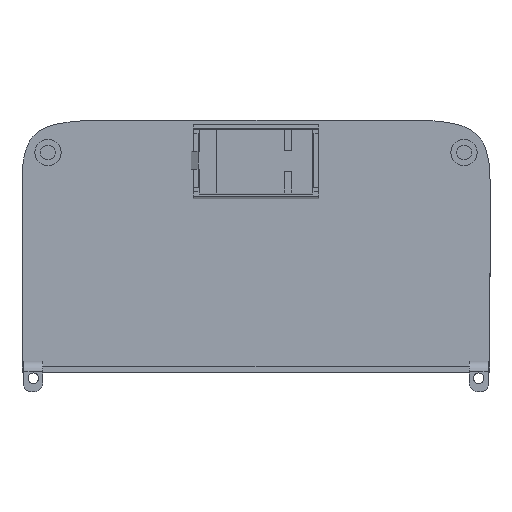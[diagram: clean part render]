
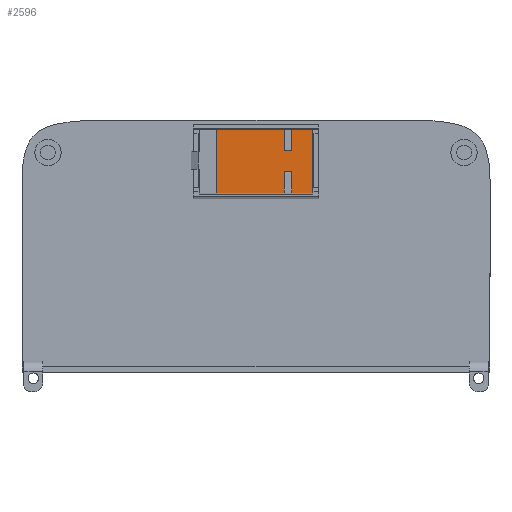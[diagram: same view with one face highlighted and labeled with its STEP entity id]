
A CAD part, top view. The second image highlights one B-rep face of the part: STEP entity #2596.
In plain terms, the highlighted planar face has unit normal (0, 0, 1).
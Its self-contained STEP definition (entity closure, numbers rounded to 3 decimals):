
#3 = DIRECTION ( 'NONE',  ( 0., -1., 0. ) ) ;
#7 = VECTOR ( 'NONE', #741, 1000. ) ;
#25 = LINE ( 'NONE', #1664, #926 ) ;
#32 = VERTEX_POINT ( 'NONE', #1975 ) ;
#71 = EDGE_CURVE ( 'NONE', #1464, #1622, #1525, .T. ) ;
#84 = ORIENTED_EDGE ( 'NONE', *, *, #3053, .T. ) ;
#116 = ORIENTED_EDGE ( 'NONE', *, *, #2543, .T. ) ;
#137 = DIRECTION ( 'NONE',  ( 0., 1., 0. ) ) ;
#155 = VECTOR ( 'NONE', #682, 1000. ) ;
#173 = CARTESIAN_POINT ( 'NONE',  ( 5., 66.15, -2.8 ) ) ;
#175 = VERTEX_POINT ( 'NONE', #1128 ) ;
#183 = CARTESIAN_POINT ( 'NONE',  ( 5., 63.15, -2.8 ) ) ;
#185 = EDGE_CURVE ( 'NONE', #1815, #32, #3028, .T. ) ;
#210 = VECTOR ( 'NONE', #1843, 1000. ) ;
#244 = EDGE_CURVE ( 'NONE', #1674, #1437, #1385, .T. ) ;
#262 = VECTOR ( 'NONE', #1259, 1000. ) ;
#347 = LINE ( 'NONE', #2293, #1361 ) ;
#357 = VECTOR ( 'NONE', #137, 1000. ) ;
#369 = VECTOR ( 'NONE', #3, 1000. ) ;
#406 = EDGE_LOOP ( 'NONE', ( #2727, #3085, #2125, #2220, #2372, #2343, #2038, #2534, #116, #939, #84, #807 ) ) ;
#420 = VERTEX_POINT ( 'NONE', #2973 ) ;
#440 = EDGE_CURVE ( 'NONE', #1054, #1464, #1057, .T. ) ;
#459 = VECTOR ( 'NONE', #885, 1000. ) ;
#465 = EDGE_CURVE ( 'NONE', #420, #1054, #2491, .T. ) ;
#486 = EDGE_CURVE ( 'NONE', #3013, #2354, #347, .T. ) ;
#543 = CARTESIAN_POINT ( 'NONE',  ( 8., 66.15, -2.8 ) ) ;
#682 = DIRECTION ( 'NONE',  ( 1., 0., 0. ) ) ;
#711 = CARTESIAN_POINT ( 'NONE',  ( 4., 60.15, -2.8 ) ) ;
#728 = LINE ( 'NONE', #1387, #155 ) ;
#736 = DIRECTION ( 'NONE',  ( 0., -1., 0. ) ) ;
#741 = DIRECTION ( 'NONE',  ( 0., -1., 0. ) ) ;
#745 = EDGE_CURVE ( 'NONE', #1622, #1674, #2893, .T. ) ;
#807 = ORIENTED_EDGE ( 'NONE', *, *, #486, .T. ) ;
#825 = CARTESIAN_POINT ( 'NONE',  ( 5., 57.15, -2.8 ) ) ;
#885 = DIRECTION ( 'NONE',  ( -1., 0., 0. ) ) ;
#926 = VECTOR ( 'NONE', #736, 1000. ) ;
#939 = ORIENTED_EDGE ( 'NONE', *, *, #185, .T. ) ;
#960 = VECTOR ( 'NONE', #2191, 1000. ) ;
#1003 = FACE_OUTER_BOUND ( 'NONE', #406, .T. ) ;
#1025 = DIRECTION ( 'NONE',  ( -1., 0., 0. ) ) ;
#1054 = VERTEX_POINT ( 'NONE', #2627 ) ;
#1057 = LINE ( 'NONE', #2476, #459 ) ;
#1077 = DIRECTION ( 'NONE',  ( -1., 0., 0. ) ) ;
#1127 = AXIS2_PLACEMENT_3D ( 'NONE', #2743, #1275, #1025 ) ;
#1128 = CARTESIAN_POINT ( 'NONE',  ( 5., 60.15, -2.8 ) ) ;
#1207 = CARTESIAN_POINT ( 'NONE',  ( 5., 66.15, -2.8 ) ) ;
#1259 = DIRECTION ( 'NONE',  ( -1., 0., 0. ) ) ;
#1275 = DIRECTION ( 'NONE',  ( 0., 0., -1. ) ) ;
#1337 = CARTESIAN_POINT ( 'NONE',  ( 4., 63.15, -2.8 ) ) ;
#1361 = VECTOR ( 'NONE', #1077, 1000. ) ;
#1385 = LINE ( 'NONE', #2869, #1709 ) ;
#1387 = CARTESIAN_POINT ( 'NONE',  ( 4., 60.15, -2.8 ) ) ;
#1437 = VERTEX_POINT ( 'NONE', #711 ) ;
#1464 = VERTEX_POINT ( 'NONE', #1912 ) ;
#1479 = LINE ( 'NONE', #1749, #2020 ) ;
#1487 = EDGE_CURVE ( 'NONE', #1437, #175, #728, .T. ) ;
#1525 = LINE ( 'NONE', #2480, #7 ) ;
#1570 = EDGE_CURVE ( 'NONE', #2434, #420, #1755, .T. ) ;
#1622 = VERTEX_POINT ( 'NONE', #2780 ) ;
#1638 = DIRECTION ( 'NONE',  ( 0., 1., 0. ) ) ;
#1664 = CARTESIAN_POINT ( 'NONE',  ( 5., 60.15, -2.8 ) ) ;
#1674 = VERTEX_POINT ( 'NONE', #2528 ) ;
#1709 = VECTOR ( 'NONE', #1638, 1000. ) ;
#1740 = EDGE_CURVE ( 'NONE', #2354, #2434, #2502, .T. ) ;
#1749 = CARTESIAN_POINT ( 'NONE',  ( 8., 57.15, -2.8 ) ) ;
#1755 = LINE ( 'NONE', #2003, #262 ) ;
#1815 = VERTEX_POINT ( 'NONE', #2703 ) ;
#1843 = DIRECTION ( 'NONE',  ( 1., 0., 0. ) ) ;
#1912 = CARTESIAN_POINT ( 'NONE',  ( -5.5, 66.15, -2.8 ) ) ;
#1922 = CARTESIAN_POINT ( 'NONE',  ( -5.5, 57.15, -2.8 ) ) ;
#1975 = CARTESIAN_POINT ( 'NONE',  ( 8., 57.15, -2.8 ) ) ;
#2003 = CARTESIAN_POINT ( 'NONE',  ( 5., 63.15, -2.8 ) ) ;
#2020 = VECTOR ( 'NONE', #2950, 1000. ) ;
#2038 = ORIENTED_EDGE ( 'NONE', *, *, #244, .T. ) ;
#2125 = ORIENTED_EDGE ( 'NONE', *, *, #465, .T. ) ;
#2191 = DIRECTION ( 'NONE',  ( 1., 0., 0. ) ) ;
#2220 = ORIENTED_EDGE ( 'NONE', *, *, #440, .T. ) ;
#2293 = CARTESIAN_POINT ( 'NONE',  ( 8., 66.15, -2.8 ) ) ;
#2343 = ORIENTED_EDGE ( 'NONE', *, *, #745, .T. ) ;
#2354 = VERTEX_POINT ( 'NONE', #173 ) ;
#2372 = ORIENTED_EDGE ( 'NONE', *, *, #71, .T. ) ;
#2434 = VERTEX_POINT ( 'NONE', #183 ) ;
#2475 = PLANE ( 'NONE',  #1127 ) ;
#2476 = CARTESIAN_POINT ( 'NONE',  ( 4., 66.15, -2.8 ) ) ;
#2480 = CARTESIAN_POINT ( 'NONE',  ( -5.5, 66.15, -2.8 ) ) ;
#2491 = LINE ( 'NONE', #1337, #357 ) ;
#2502 = LINE ( 'NONE', #1207, #369 ) ;
#2528 = CARTESIAN_POINT ( 'NONE',  ( 4., 57.15, -2.8 ) ) ;
#2534 = ORIENTED_EDGE ( 'NONE', *, *, #1487, .T. ) ;
#2543 = EDGE_CURVE ( 'NONE', #175, #1815, #25, .T. ) ;
#2596 = ADVANCED_FACE ( 'NONE', ( #1003 ), #2475, .F. ) ;
#2627 = CARTESIAN_POINT ( 'NONE',  ( 4., 66.15, -2.8 ) ) ;
#2703 = CARTESIAN_POINT ( 'NONE',  ( 5., 57.15, -2.8 ) ) ;
#2727 = ORIENTED_EDGE ( 'NONE', *, *, #1740, .T. ) ;
#2743 = CARTESIAN_POINT ( 'NONE',  ( 0., 0., -2.8 ) ) ;
#2780 = CARTESIAN_POINT ( 'NONE',  ( -5.5, 57.15, -2.8 ) ) ;
#2869 = CARTESIAN_POINT ( 'NONE',  ( 4., 57.15, -2.8 ) ) ;
#2893 = LINE ( 'NONE', #1922, #960 ) ;
#2950 = DIRECTION ( 'NONE',  ( 0., 1., 0. ) ) ;
#2973 = CARTESIAN_POINT ( 'NONE',  ( 4., 63.15, -2.8 ) ) ;
#3013 = VERTEX_POINT ( 'NONE', #543 ) ;
#3028 = LINE ( 'NONE', #825, #210 ) ;
#3053 = EDGE_CURVE ( 'NONE', #32, #3013, #1479, .T. ) ;
#3085 = ORIENTED_EDGE ( 'NONE', *, *, #1570, .T. ) ;
